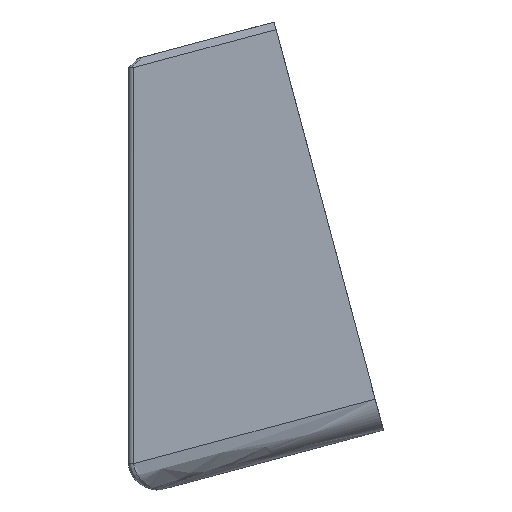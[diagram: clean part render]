
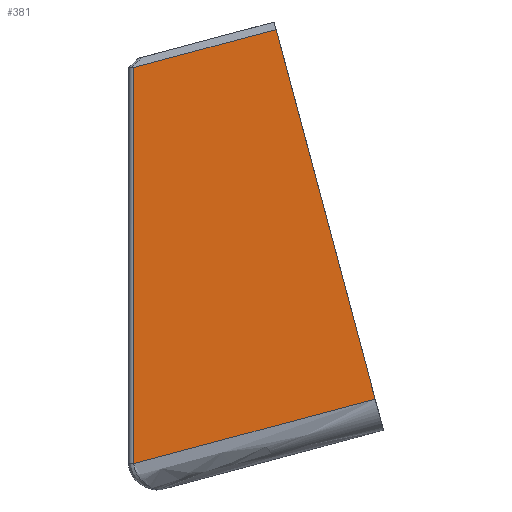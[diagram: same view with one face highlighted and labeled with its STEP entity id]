
A CAD part, left-side view. The second image highlights one B-rep face of the part: STEP entity #381.
In plain terms, the highlighted planar face has unit normal (-1, 0, 0).
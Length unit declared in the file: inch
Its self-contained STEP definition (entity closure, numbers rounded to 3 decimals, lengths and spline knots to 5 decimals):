
#58=FACE_OUTER_BOUND('',#81,.T.);
#81=EDGE_LOOP('',(#272,#273,#274,#275));
#112=LINE('',#567,#142);
#113=LINE('',#569,#143);
#114=LINE('',#571,#144);
#115=LINE('',#572,#145);
#142=VECTOR('',#470,0.3937);
#143=VECTOR('',#471,0.3937);
#144=VECTOR('',#472,0.3937);
#145=VECTOR('',#473,0.3937);
#168=VERTEX_POINT('',#565);
#169=VERTEX_POINT('',#566);
#170=VERTEX_POINT('',#568);
#171=VERTEX_POINT('',#570);
#208=EDGE_CURVE('',#168,#169,#112,.T.);
#209=EDGE_CURVE('',#168,#170,#113,.T.);
#210=EDGE_CURVE('',#171,#170,#114,.T.);
#211=EDGE_CURVE('',#169,#171,#115,.T.);
#272=ORIENTED_EDGE('',*,*,#208,.F.);
#273=ORIENTED_EDGE('',*,*,#209,.T.);
#274=ORIENTED_EDGE('',*,*,#210,.F.);
#275=ORIENTED_EDGE('',*,*,#211,.F.);
#369=PLANE('',#418);
#381=ADVANCED_FACE('',(#58),#369,.T.);
#418=AXIS2_PLACEMENT_3D('',#564,#468,#469);
#468=DIRECTION('center_axis',(-1.,0.,0.));
#469=DIRECTION('ref_axis',(0.,0.,1.));
#470=DIRECTION('',(0.,-0.259,-0.966));
#471=DIRECTION('',(0.,0.966,-0.259));
#472=DIRECTION('',(0.,0.,1.));
#473=DIRECTION('',(0.,0.966,-0.259));
#564=CARTESIAN_POINT('Origin',(-0.262,0.,-0.81347));
#565=CARTESIAN_POINT('',(-0.262,0.40262,0.56412));
#566=CARTESIAN_POINT('',(-0.262,0.03125,-0.82185));
#567=CARTESIAN_POINT('',(-0.262,0.12006,-0.49042));
#568=CARTESIAN_POINT('',(-0.262,0.9362,0.42115));
#569=CARTESIAN_POINT('',(-0.262,0.,0.672));
#570=CARTESIAN_POINT('',(-0.262,0.9362,-1.06433));
#571=CARTESIAN_POINT('',(-0.262,0.9362,-1.22966));
#572=CARTESIAN_POINT('',(-0.262,0.,-0.81347));
